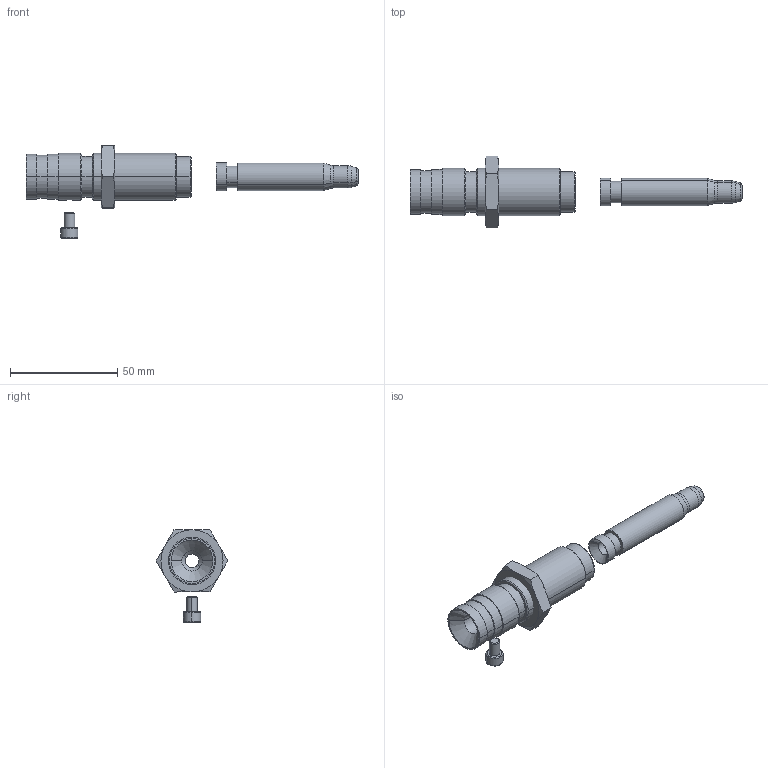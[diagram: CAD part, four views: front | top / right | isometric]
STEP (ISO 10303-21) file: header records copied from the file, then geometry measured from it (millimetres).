
FILE_DESCRIPTION (( 'STEP AP214' ), '1' );
FILE_NAME ('OS-2325 - POS-293-EXP .STEP', '2019-08-16T13:12:58', ( '' ), ( '' ), 'SwSTEP 2.0', 'SolidWorks 2019', '' );
FILE_SCHEMA (( 'AUTOMOTIVE_DESIGN' ));
Length unit declared in the file: millimetre
Products named in the file (9): OS-2325 - POS-267; OS-2325 - POS-293-EXP ; OS-2325 - POS-268; OS-2325 - POS-266; OS-2326 - POS-269
Assembly tree (4 placements, depth 2):
  OS-2325 - POS-267
  OS-2325 - POS-293-EXP 
    OS-2325 - POS-267
    OS-2326 - POS-269
    OS-2325 - POS-266
    OS-2325 - POS-268
  OS-2325 - POS-268
  OS-2325 - POS-266
  OS-2326 - POS-269
Bounding box: 154.85 x 33.49 x 43.21 mm (x, y, z)
Volume: 25967.6 mm3; surface area: 15138.9 mm2
Topology: 4 solids, 4 shells, 117 faces, 242 edges, 144 vertices
Faces by surface type: cylinder 42, plane 31, cone 28, torus 14, bspline 2
Entity records: 4742 total; most frequent: CARTESIAN_POINT 1909, DIRECTION 572, ORIENTED_EDGE 484, AXIS2_PLACEMENT_3D 245, EDGE_CURVE 242, VERTEX_POINT 144, EDGE_LOOP 136, CIRCLE 122
